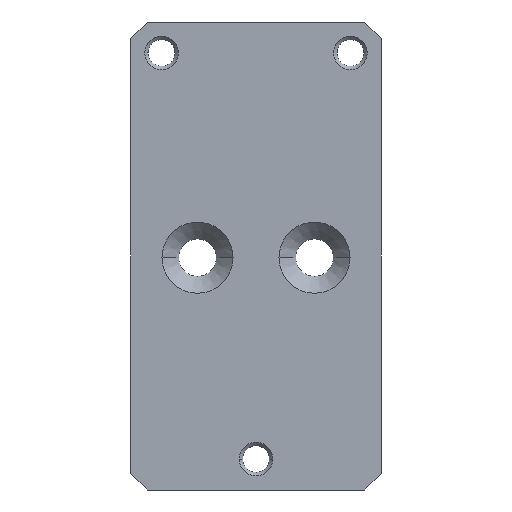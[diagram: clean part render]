
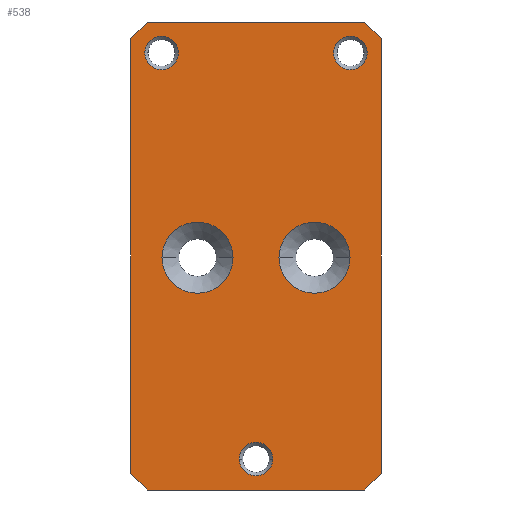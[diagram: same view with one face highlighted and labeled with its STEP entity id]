
A CAD part, front view. The second image highlights one B-rep face of the part: STEP entity #538.
In plain terms, the highlighted planar face has unit normal (0, -1, 0).
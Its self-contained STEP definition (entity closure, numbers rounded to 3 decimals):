
#1=DIRECTION('',(0.707,0.,-0.707));
#2=VECTOR('',#1,2.828);
#3=CARTESIAN_POINT('',(-15.,0.,2.));
#4=LINE('',#3,#2);
#5=DIRECTION('',(0.,0.,1.));
#6=VECTOR('',#5,52.);
#7=CARTESIAN_POINT('',(-15.,0.,2.));
#8=LINE('',#7,#6);
#9=DIRECTION('',(-0.707,0.,-0.707));
#10=VECTOR('',#9,2.828);
#11=CARTESIAN_POINT('',(-13.,0.,56.));
#12=LINE('',#11,#10);
#13=DIRECTION('',(1.,0.,0.));
#14=VECTOR('',#13,26.);
#15=CARTESIAN_POINT('',(-13.,0.,56.));
#16=LINE('',#15,#14);
#17=DIRECTION('',(-0.707,0.,0.707));
#18=VECTOR('',#17,2.828);
#19=CARTESIAN_POINT('',(15.,0.,54.));
#20=LINE('',#19,#18);
#21=DIRECTION('',(0.,0.,-1.));
#22=VECTOR('',#21,52.);
#23=CARTESIAN_POINT('',(15.,0.,54.));
#24=LINE('',#23,#22);
#25=DIRECTION('',(0.707,0.,0.707));
#26=VECTOR('',#25,2.828);
#27=CARTESIAN_POINT('',(13.,0.,0.));
#28=LINE('',#27,#26);
#29=DIRECTION('',(-1.,0.,0.));
#30=VECTOR('',#29,26.);
#31=CARTESIAN_POINT('',(13.,0.,0.));
#32=LINE('',#31,#30);
#33=CARTESIAN_POINT('',(7.,0.,27.8));
#34=DIRECTION('',(0.,1.,0.));
#35=DIRECTION('',(-1.,0.,0.));
#36=AXIS2_PLACEMENT_3D('',#33,#34,#35);
#38=CARTESIAN_POINT('',(7.,0.,27.8));
#39=DIRECTION('',(0.,1.,0.));
#40=DIRECTION('',(1.,0.,0.));
#41=AXIS2_PLACEMENT_3D('',#38,#39,#40);
#43=CARTESIAN_POINT('',(-7.,0.,27.8));
#44=DIRECTION('',(0.,1.,0.));
#45=DIRECTION('',(-1.,0.,0.));
#46=AXIS2_PLACEMENT_3D('',#43,#44,#45);
#48=CARTESIAN_POINT('',(-7.,0.,27.8));
#49=DIRECTION('',(0.,1.,0.));
#50=DIRECTION('',(1.,0.,0.));
#51=AXIS2_PLACEMENT_3D('',#48,#49,#50);
#53=CARTESIAN_POINT('',(0.,0.,3.7));
#54=DIRECTION('',(0.,1.,0.));
#55=DIRECTION('',(1.,0.,0.));
#56=AXIS2_PLACEMENT_3D('',#53,#54,#55);
#58=CARTESIAN_POINT('',(0.,0.,3.7));
#59=DIRECTION('',(0.,1.,0.));
#60=DIRECTION('',(-1.,0.,0.));
#61=AXIS2_PLACEMENT_3D('',#58,#59,#60);
#63=CARTESIAN_POINT('',(-11.3,0.,52.3));
#64=DIRECTION('',(0.,1.,0.));
#65=DIRECTION('',(-1.,0.,0.));
#66=AXIS2_PLACEMENT_3D('',#63,#64,#65);
#68=CARTESIAN_POINT('',(-11.3,0.,52.3));
#69=DIRECTION('',(0.,1.,0.));
#70=DIRECTION('',(1.,0.,0.));
#71=AXIS2_PLACEMENT_3D('',#68,#69,#70);
#73=CARTESIAN_POINT('',(11.3,0.,52.3));
#74=DIRECTION('',(0.,1.,0.));
#75=DIRECTION('',(1.,0.,0.));
#76=AXIS2_PLACEMENT_3D('',#73,#74,#75);
#78=CARTESIAN_POINT('',(11.3,0.,52.3));
#79=DIRECTION('',(0.,1.,0.));
#80=DIRECTION('',(-1.,0.,0.));
#81=AXIS2_PLACEMENT_3D('',#78,#79,#80);
#389=CARTESIAN_POINT('',(-15.,0.,2.));
#390=CARTESIAN_POINT('',(-13.,0.,0.));
#391=VERTEX_POINT('',#389);
#392=VERTEX_POINT('',#390);
#397=CARTESIAN_POINT('',(13.,0.,0.));
#398=CARTESIAN_POINT('',(15.,0.,2.));
#399=VERTEX_POINT('',#397);
#400=VERTEX_POINT('',#398);
#405=CARTESIAN_POINT('',(15.,0.,54.));
#406=CARTESIAN_POINT('',(13.,0.,56.));
#407=VERTEX_POINT('',#405);
#408=VERTEX_POINT('',#406);
#413=CARTESIAN_POINT('',(-13.,0.,56.));
#414=CARTESIAN_POINT('',(-15.,0.,54.));
#415=VERTEX_POINT('',#413);
#416=VERTEX_POINT('',#414);
#421=CARTESIAN_POINT('',(2.75,0.,27.8));
#422=CARTESIAN_POINT('',(11.25,0.,27.8));
#423=VERTEX_POINT('',#421);
#424=VERTEX_POINT('',#422);
#429=CARTESIAN_POINT('',(-11.25,0.,27.8));
#430=CARTESIAN_POINT('',(-2.75,0.,27.8));
#431=VERTEX_POINT('',#429);
#432=VERTEX_POINT('',#430);
#461=CARTESIAN_POINT('',(2.,0.,3.7));
#462=CARTESIAN_POINT('',(-2.,0.,3.7));
#463=VERTEX_POINT('',#461);
#464=VERTEX_POINT('',#462);
#469=CARTESIAN_POINT('',(-13.3,0.,52.3));
#470=CARTESIAN_POINT('',(-9.3,0.,52.3));
#471=VERTEX_POINT('',#469);
#472=VERTEX_POINT('',#470);
#477=CARTESIAN_POINT('',(13.3,0.,52.3));
#478=CARTESIAN_POINT('',(9.3,0.,52.3));
#479=VERTEX_POINT('',#477);
#480=VERTEX_POINT('',#478);
#485=CARTESIAN_POINT('',(0.,0.,0.));
#486=DIRECTION('',(0.,1.,0.));
#487=DIRECTION('',(1.,0.,0.));
#488=AXIS2_PLACEMENT_3D('',#485,#486,#487);
#489=PLANE('',#488);
#491=ORIENTED_EDGE('',*,*,#490,.F.);
#493=ORIENTED_EDGE('',*,*,#492,.T.);
#495=ORIENTED_EDGE('',*,*,#494,.F.);
#497=ORIENTED_EDGE('',*,*,#496,.T.);
#499=ORIENTED_EDGE('',*,*,#498,.F.);
#501=ORIENTED_EDGE('',*,*,#500,.T.);
#503=ORIENTED_EDGE('',*,*,#502,.F.);
#505=ORIENTED_EDGE('',*,*,#504,.T.);
#506=EDGE_LOOP('',(#491,#493,#495,#497,#499,#501,#503,#505));
#507=FACE_OUTER_BOUND('',#506,.F.);
#509=ORIENTED_EDGE('',*,*,#508,.F.);
#511=ORIENTED_EDGE('',*,*,#510,.F.);
#512=EDGE_LOOP('',(#509,#511));
#513=FACE_BOUND('',#512,.F.);
#515=ORIENTED_EDGE('',*,*,#514,.F.);
#517=ORIENTED_EDGE('',*,*,#516,.F.);
#518=EDGE_LOOP('',(#515,#517));
#519=FACE_BOUND('',#518,.F.);
#521=ORIENTED_EDGE('',*,*,#520,.F.);
#523=ORIENTED_EDGE('',*,*,#522,.F.);
#524=EDGE_LOOP('',(#521,#523));
#525=FACE_BOUND('',#524,.F.);
#527=ORIENTED_EDGE('',*,*,#526,.F.);
#529=ORIENTED_EDGE('',*,*,#528,.F.);
#530=EDGE_LOOP('',(#527,#529));
#531=FACE_BOUND('',#530,.F.);
#533=ORIENTED_EDGE('',*,*,#532,.F.);
#535=ORIENTED_EDGE('',*,*,#534,.F.);
#536=EDGE_LOOP('',(#533,#535));
#537=FACE_BOUND('',#536,.F.);
#538=ADVANCED_FACE('',(#507,#513,#519,#525,#531,#537),#489,.F.);
#37=CIRCLE('',#36,4.25);
#42=CIRCLE('',#41,4.25);
#47=CIRCLE('',#46,4.25);
#52=CIRCLE('',#51,4.25);
#57=CIRCLE('',#56,2.);
#62=CIRCLE('',#61,2.);
#67=CIRCLE('',#66,2.);
#72=CIRCLE('',#71,2.);
#77=CIRCLE('',#76,2.);
#82=CIRCLE('',#81,2.);
#490=EDGE_CURVE('',#391,#392,#4,.T.);
#492=EDGE_CURVE('',#391,#416,#8,.T.);
#494=EDGE_CURVE('',#415,#416,#12,.T.);
#496=EDGE_CURVE('',#415,#408,#16,.T.);
#498=EDGE_CURVE('',#407,#408,#20,.T.);
#500=EDGE_CURVE('',#407,#400,#24,.T.);
#502=EDGE_CURVE('',#399,#400,#28,.T.);
#504=EDGE_CURVE('',#399,#392,#32,.T.);
#508=EDGE_CURVE('',#423,#424,#37,.T.);
#510=EDGE_CURVE('',#424,#423,#42,.T.);
#514=EDGE_CURVE('',#431,#432,#47,.T.);
#516=EDGE_CURVE('',#432,#431,#52,.T.);
#520=EDGE_CURVE('',#463,#464,#57,.T.);
#522=EDGE_CURVE('',#464,#463,#62,.T.);
#526=EDGE_CURVE('',#471,#472,#67,.T.);
#528=EDGE_CURVE('',#472,#471,#72,.T.);
#532=EDGE_CURVE('',#479,#480,#77,.T.);
#534=EDGE_CURVE('',#480,#479,#82,.T.);
